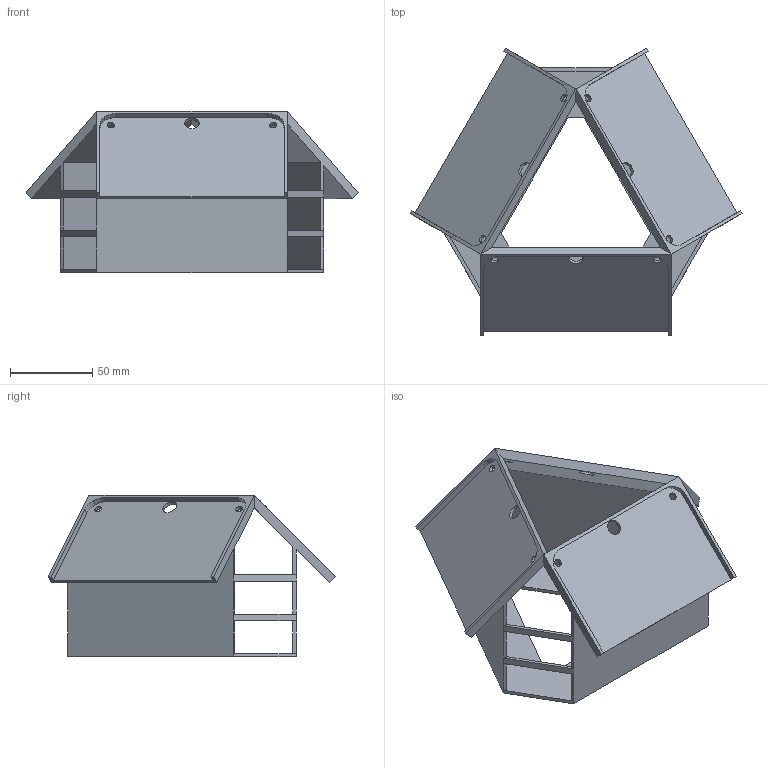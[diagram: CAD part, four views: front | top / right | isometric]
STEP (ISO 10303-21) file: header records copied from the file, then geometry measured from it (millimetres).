
FILE_DESCRIPTION(('CATIA V5 STEP Exchange'),'2;1');
FILE_NAME('RackV3.stp','2017-05-05T20:59:00+00:00',('none'),('none'),'CATIA Version 5 Release 21 GA (IN-10)','CATIA V5 STEP AP203','none');
FILE_SCHEMA(('CONFIG_CONTROL_DESIGN'));
Length unit declared in the file: millimetre
Products named in the file (1): Rack
Bounding box: 201.73 x 174.71 x 98.3 mm (x, y, z)
Volume: 122853.1 mm3; surface area: 126316.9 mm2
Topology: 1 solids, 1 shells, 116 faces, 351 edges, 219 vertices
Faces by surface type: plane 86, cylinder 30
Entity records: 3693 total; most frequent: ORIENTED_EDGE 702, CARTESIAN_POINT 643, DIRECTION 495, EDGE_CURVE 351, VECTOR 291, LINE 291, VERTEX_POINT 219, EDGE_LOOP 136
